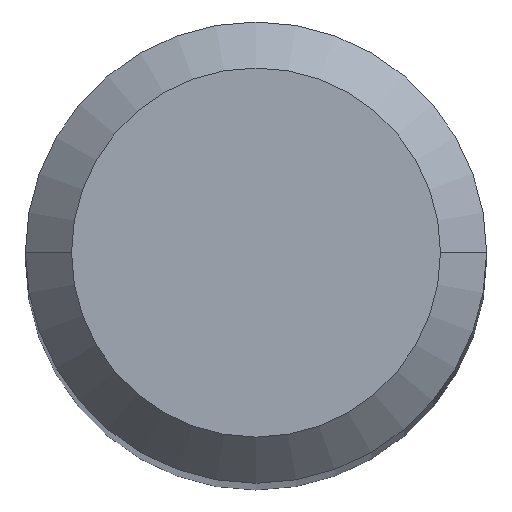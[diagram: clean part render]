
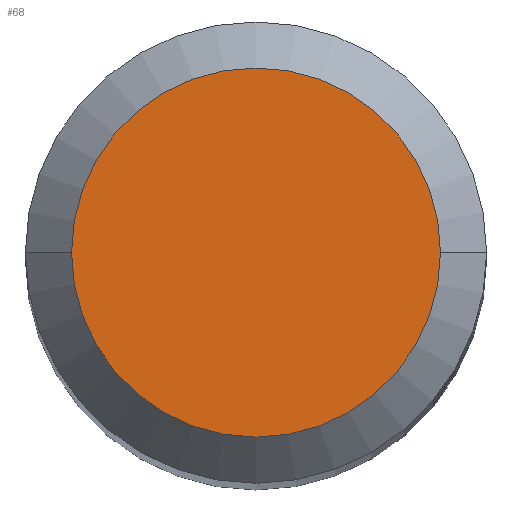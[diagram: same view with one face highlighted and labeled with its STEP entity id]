
A CAD part, top view. The second image highlights one B-rep face of the part: STEP entity #68.
In plain terms, the highlighted planar face has unit normal (0, 0, 1).
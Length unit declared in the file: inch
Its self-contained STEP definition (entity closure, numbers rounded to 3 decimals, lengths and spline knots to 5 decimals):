
#6 = DIRECTION ( 'NONE',  ( 0., 0., -1. ) ) ;
#14 = CARTESIAN_POINT ( 'NONE',  ( 0.05, 0., 0. ) ) ;
#28 = VERTEX_POINT ( 'NONE', #384 ) ;
#52 = DIRECTION ( 'NONE',  ( 0., 0., 1. ) ) ;
#56 = DIRECTION ( 'NONE',  ( 0., 0., 1. ) ) ;
#67 = VERTEX_POINT ( 'NONE', #14 ) ;
#68 = ADVANCED_FACE ( 'NONE', ( #346 ), #455, .F. ) ;
#105 = ORIENTED_EDGE ( 'NONE', *, *, #298, .T. ) ;
#112 = DIRECTION ( 'NONE',  ( -1., 0., 0. ) ) ;
#117 = AXIS2_PLACEMENT_3D ( 'NONE', #163, #52, #431 ) ;
#129 = ORIENTED_EDGE ( 'NONE', *, *, #347, .T. ) ;
#150 = CARTESIAN_POINT ( 'NONE',  ( 0., 0., 0. ) ) ;
#163 = CARTESIAN_POINT ( 'NONE',  ( 0., 0., 0. ) ) ;
#205 = DIRECTION ( 'NONE',  ( 1., 0., 0. ) ) ;
#217 = CIRCLE ( 'NONE', #333, 0.05 ) ;
#255 = AXIS2_PLACEMENT_3D ( 'NONE', #150, #6, #112 ) ;
#293 = EDGE_LOOP ( 'NONE', ( #105, #129 ) ) ;
#295 = CIRCLE ( 'NONE', #117, 0.05 ) ;
#298 = EDGE_CURVE ( 'NONE', #28, #67, #217, .T. ) ;
#333 = AXIS2_PLACEMENT_3D ( 'NONE', #434, #56, #205 ) ;
#346 = FACE_OUTER_BOUND ( 'NONE', #293, .T. ) ;
#347 = EDGE_CURVE ( 'NONE', #67, #28, #295, .T. ) ;
#384 = CARTESIAN_POINT ( 'NONE',  ( -0.05, 0., 0. ) ) ;
#431 = DIRECTION ( 'NONE',  ( 1., 0., 0. ) ) ;
#434 = CARTESIAN_POINT ( 'NONE',  ( 0., 0., 0. ) ) ;
#455 = PLANE ( 'NONE',  #255 ) ;
